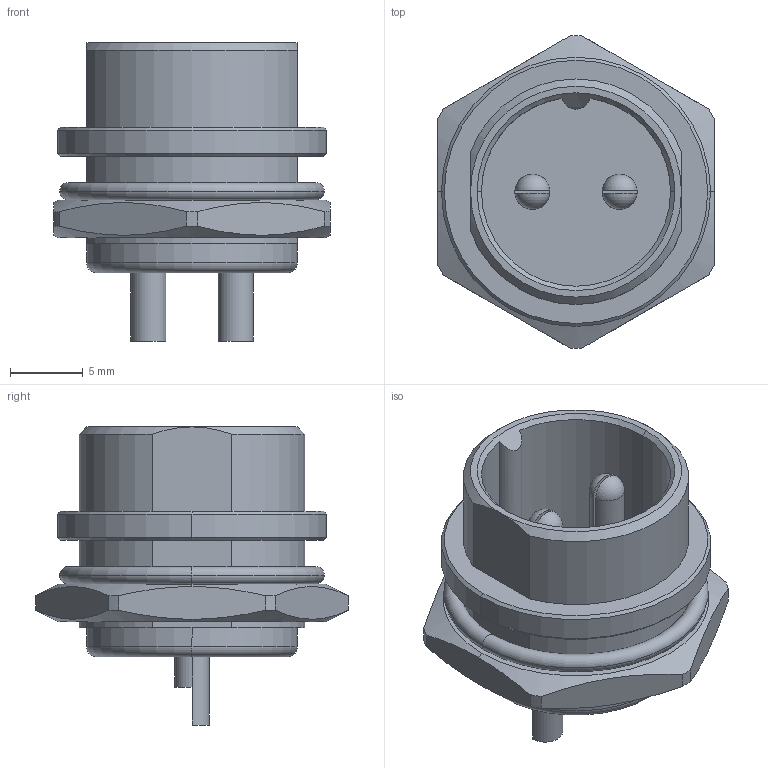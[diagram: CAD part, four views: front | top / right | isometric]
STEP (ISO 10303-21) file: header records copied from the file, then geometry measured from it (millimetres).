
FILE_DESCRIPTION (( 'STEP AP214' ), '1' );
FILE_NAME ('User Library-Connector mini XLR.STEP', '2021-09-04T20:15:55', ( '' ), ( '' ), 'SwSTEP 2.0', 'SolidWorks 2021', '' );
FILE_SCHEMA (( 'AUTOMOTIVE_DESIGN' ));
Length unit declared in the file: millimetre
Products named in the file (4): User Library-Connector mini XLR; Conn mini XLR panel___ _________; Gaika___ _________; Shaiba___ _________
Assembly tree (3 placements, depth 2):
  User Library-Connector mini XLR
    Conn mini XLR panel___ _________
    Gaika___ _________
    Shaiba___ _________
Bounding box: 19 x 21.5 x 20.5 mm (x, y, z)
Volume: 2026 mm3; surface area: 2739.3 mm2
Topology: 3 solids, 3 shells, 135 faces, 339 edges, 216 vertices
Faces by surface type: plane 51, cylinder 34, bspline 26, cone 12, torus 8, sphere 4
Entity records: 5271 total; most frequent: CARTESIAN_POINT 1561, ORIENTED_EDGE 662, DIRECTION 589, EDGE_CURVE 331, AXIS2_PLACEMENT_3D 220, VERTEX_POINT 212, VECTOR 149, LINE 149
